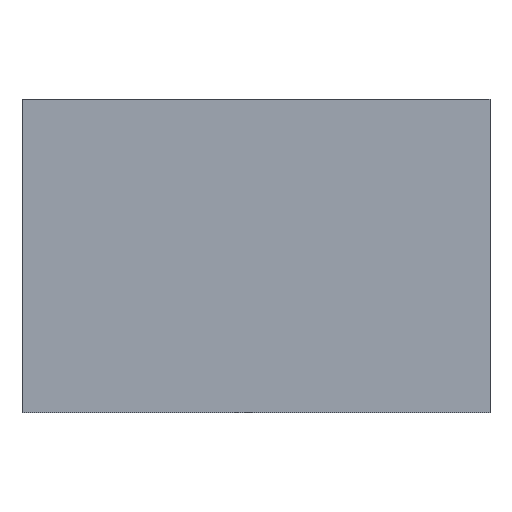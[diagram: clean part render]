
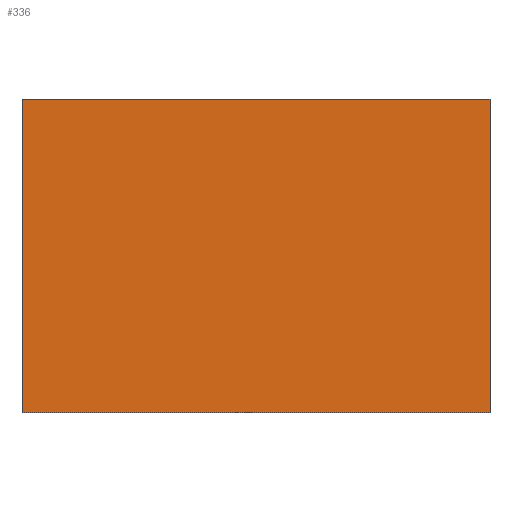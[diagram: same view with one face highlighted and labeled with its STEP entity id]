
A CAD part, front view. The second image highlights one B-rep face of the part: STEP entity #336.
In plain terms, the highlighted planar face has unit normal (0, -1, 0).
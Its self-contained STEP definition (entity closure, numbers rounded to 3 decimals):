
#80=FACE_OUTER_BOUND('',#116,.T.);
#116=EDGE_LOOP('',(#261,#262,#263,#264));
#157=LINE('',#565,#169);
#161=LINE('',#573,#173);
#164=LINE('',#579,#176);
#167=LINE('',#584,#179);
#169=VECTOR('',#439,20.2);
#173=VECTOR('',#445,30.2);
#176=VECTOR('',#450,20.2);
#179=VECTOR('',#455,30.2);
#181=VERTEX_POINT('',#563);
#182=VERTEX_POINT('',#564);
#185=VERTEX_POINT('',#572);
#187=VERTEX_POINT('',#578);
#209=EDGE_CURVE('',#181,#182,#157,.T.);
#213=EDGE_CURVE('',#185,#181,#161,.T.);
#216=EDGE_CURVE('',#187,#185,#164,.T.);
#219=EDGE_CURVE('',#182,#187,#167,.T.);
#261=ORIENTED_EDGE('',*,*,#219,.F.);
#262=ORIENTED_EDGE('',*,*,#209,.F.);
#263=ORIENTED_EDGE('',*,*,#213,.F.);
#264=ORIENTED_EDGE('',*,*,#216,.F.);
#310=PLANE('',#384);
#336=ADVANCED_FACE('',(#80),#310,.T.);
#384=AXIS2_PLACEMENT_3D('',#587,#459,#460);
#439=DIRECTION('',(0.,0.,1.));
#445=DIRECTION('',(-1.,0.,0.));
#450=DIRECTION('',(0.,0.,-1.));
#455=DIRECTION('',(1.,0.,0.));
#459=DIRECTION('center_axis',(0.,-1.,0.));
#460=DIRECTION('ref_axis',(0.,0.,-1.));
#563=CARTESIAN_POINT('',(0.,0.,-20.2));
#564=CARTESIAN_POINT('',(0.,0.,0.));
#565=CARTESIAN_POINT('',(0.,0.,-20.2));
#572=CARTESIAN_POINT('',(30.2,0.,-20.2));
#573=CARTESIAN_POINT('',(30.2,0.,-20.2));
#578=CARTESIAN_POINT('',(30.2,0.,0.));
#579=CARTESIAN_POINT('',(30.2,0.,0.));
#584=CARTESIAN_POINT('',(0.,0.,0.));
#587=CARTESIAN_POINT('Origin',(15.1,0.,-10.1));
